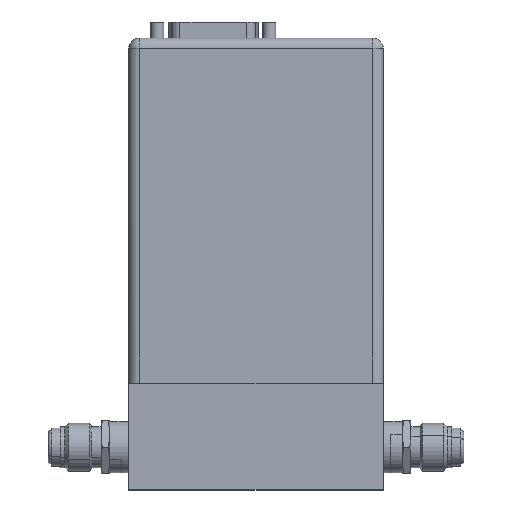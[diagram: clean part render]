
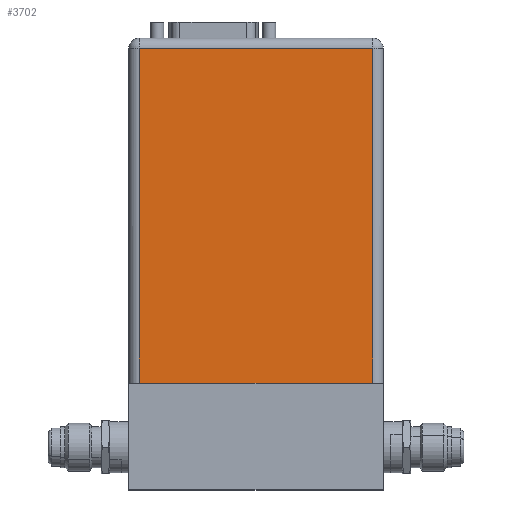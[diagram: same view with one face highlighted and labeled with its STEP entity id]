
A CAD part, top view. The second image highlights one B-rep face of the part: STEP entity #3702.
In plain terms, the highlighted planar face has unit normal (0, 0, 1).
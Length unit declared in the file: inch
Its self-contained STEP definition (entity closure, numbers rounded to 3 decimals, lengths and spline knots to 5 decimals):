
#141=DIRECTION('',(-1.,0.,0.));
#142=VECTOR('',#141,2.74);
#143=CARTESIAN_POINT('',(1.37,4.67,0.71));
#144=LINE('',#143,#142);
#164=DIRECTION('',(0.,1.,0.));
#165=VECTOR('',#164,3.92);
#166=CARTESIAN_POINT('',(1.37,0.75,0.71));
#167=LINE('',#166,#165);
#306=DIRECTION('',(1.,0.,0.));
#307=VECTOR('',#306,2.74);
#308=CARTESIAN_POINT('',(-1.37,0.75,0.71));
#309=LINE('',#308,#307);
#310=DIRECTION('',(0.,-1.,0.));
#311=VECTOR('',#310,3.92);
#312=CARTESIAN_POINT('',(-1.37,4.67,0.71));
#313=LINE('',#312,#311);
#2588=CARTESIAN_POINT('',(1.37,0.75,0.71));
#2590=VERTEX_POINT('',#2588);
#2594=CARTESIAN_POINT('',(-1.37,0.75,0.71));
#2595=VERTEX_POINT('',#2594);
#2658=CARTESIAN_POINT('',(1.37,4.67,0.71));
#2659=VERTEX_POINT('',#2658);
#2660=CARTESIAN_POINT('',(-1.37,4.67,0.71));
#2661=VERTEX_POINT('',#2660);
#3691=CARTESIAN_POINT('',(1.37,4.79,0.71));
#3692=DIRECTION('',(0.,0.,1.));
#3693=DIRECTION('',(-1.,0.,0.));
#3694=AXIS2_PLACEMENT_3D('',#3691,#3692,#3693);
#3695=PLANE('',#3694);
#3696=ORIENTED_EDGE('',*,*,#3405,.F.);
#3697=ORIENTED_EDGE('',*,*,#3437,.F.);
#3698=ORIENTED_EDGE('',*,*,#3564,.F.);
#3699=ORIENTED_EDGE('',*,*,#3576,.F.);
#3700=EDGE_LOOP('',(#3696,#3697,#3698,#3699));
#3701=FACE_OUTER_BOUND('',#3700,.F.);
#3702=ADVANCED_FACE('',(#3701),#3695,.T.);
#3405=EDGE_CURVE('',#2659,#2661,#144,.T.);
#3437=EDGE_CURVE('',#2590,#2659,#167,.T.);
#3564=EDGE_CURVE('',#2595,#2590,#309,.T.);
#3576=EDGE_CURVE('',#2661,#2595,#313,.T.);
